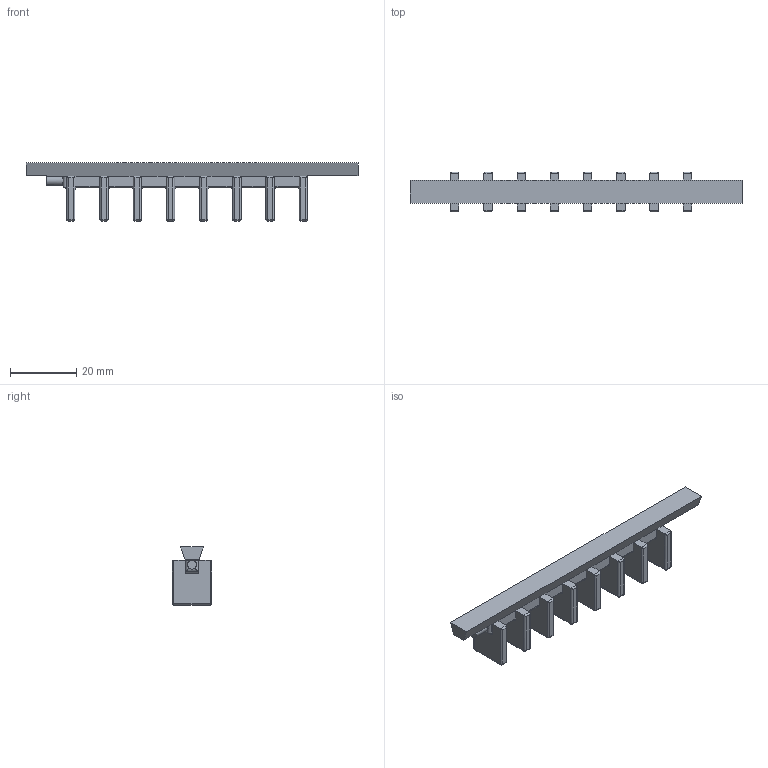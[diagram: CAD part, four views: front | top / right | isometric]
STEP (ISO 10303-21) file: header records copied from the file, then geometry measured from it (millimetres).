
FILE_DESCRIPTION(/* description */ (''),/* implementation_level */ '2;1');
FILE_NAME(/* name */ 'Capsula v1.step',/* time_stamp */ '2025-10-14T19:30:06-03:00',/* author */ (''),/* organization */ (''),/* preprocessor_version */ 'ST-DEVELOPER v20.1',/* originating_system */ 'Autodesk Translation Framework v14.17.0.0',/* authorisation */ '');
FILE_SCHEMA (('AUTOMOTIVE_DESIGN { 1 0 10303 214 3 1 1 }'));
Length unit declared in the file: millimetre
Products named in the file (2): Capsula; Dedo
Assembly tree (1 placements, depth 2):
  Capsula
    Dedo
Bounding box: 99.95 x 12 x 17.5 mm (x, y, z)
Volume: 6142.4 mm3; surface area: 5462.5 mm2
Topology: 1 solids, 1 shells, 268 faces, 605 edges, 338 vertices
Faces by surface type: cylinder 115, plane 93, sphere 32, torus 28
Full cylindrical faces by diameter (mm): 2.7 x1
Entity records: 7456 total; most frequent: CARTESIAN_POINT 1393, DIRECTION 1341, ORIENTED_EDGE 1210, EDGE_CURVE 605, AXIS2_PLACEMENT_3D 498, LINE 345, VECTOR 345, VERTEX_POINT 338
